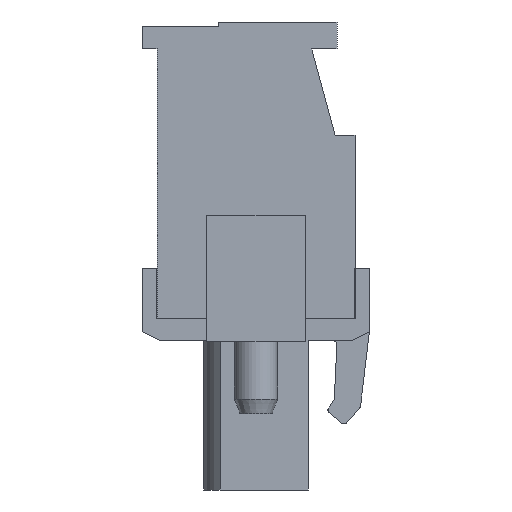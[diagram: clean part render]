
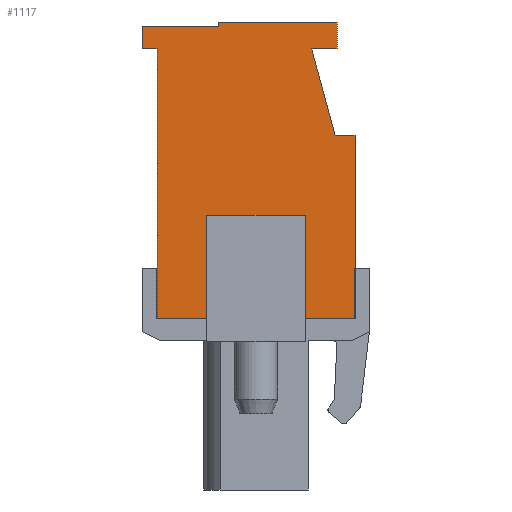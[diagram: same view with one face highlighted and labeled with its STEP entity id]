
A CAD part, left-side view. The second image highlights one B-rep face of the part: STEP entity #1117.
In plain terms, the highlighted planar face has unit normal (-1, 0, 0).
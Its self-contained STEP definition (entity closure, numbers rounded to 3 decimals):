
#1117 = ADVANCED_FACE( '', ( #2245 ), #2246, .T. );
#2245 = FACE_OUTER_BOUND( '', #3397, .T. );
#2246 = PLANE( '', #3398 );
#3397 = EDGE_LOOP( '', ( #6405, #6406, #6407, #6408, #6409, #6410, #6411, #6412, #6413, #6414, #6415, #6416, #6417, #6418, #6419, #6420 ) );
#3398 = AXIS2_PLACEMENT_3D( '', #6421, #6422, #6423 );
#6405 = ORIENTED_EDGE( '', *, *, #7519, .F. );
#6406 = ORIENTED_EDGE( '', *, *, #7656, .F. );
#6407 = ORIENTED_EDGE( '', *, *, #8222, .F. );
#6408 = ORIENTED_EDGE( '', *, *, #7397, .T. );
#6409 = ORIENTED_EDGE( '', *, *, #7861, .T. );
#6410 = ORIENTED_EDGE( '', *, *, #8286, .T. );
#6411 = ORIENTED_EDGE( '', *, *, #7649, .T. );
#6412 = ORIENTED_EDGE( '', *, *, #7339, .T. );
#6413 = ORIENTED_EDGE( '', *, *, #7491, .T. );
#6414 = ORIENTED_EDGE( '', *, *, #8287, .T. );
#6415 = ORIENTED_EDGE( '', *, *, #7740, .T. );
#6416 = ORIENTED_EDGE( '', *, *, #7352, .T. );
#6417 = ORIENTED_EDGE( '', *, *, #8100, .T. );
#6418 = ORIENTED_EDGE( '', *, *, #7959, .T. );
#6419 = ORIENTED_EDGE( '', *, *, #8288, .T. );
#6420 = ORIENTED_EDGE( '', *, *, #7399, .T. );
#6421 = CARTESIAN_POINT( '', ( -5.08, 0., 0. ) );
#6422 = DIRECTION( '', ( -1., 0., 0. ) );
#6423 = DIRECTION( '', ( 0., 0., 1. ) );
#7339 = EDGE_CURVE( '', #8917, #8918, #8919, .T. );
#7352 = EDGE_CURVE( '', #8939, #8940, #8941, .T. );
#7397 = EDGE_CURVE( '', #9019, #9017, #9020, .T. );
#7399 = EDGE_CURVE( '', #8993, #9021, #9023, .T. );
#7491 = EDGE_CURVE( '', #8918, #9175, #9176, .T. );
#7519 = EDGE_CURVE( '', #9219, #9021, #9220, .T. );
#7649 = EDGE_CURVE( '', #9430, #8917, #9431, .T. );
#7656 = EDGE_CURVE( '', #9439, #9219, #9440, .T. );
#7740 = EDGE_CURVE( '', #9567, #8939, #9568, .T. );
#7861 = EDGE_CURVE( '', #9017, #9746, #9748, .T. );
#7959 = EDGE_CURVE( '', #9888, #9889, #9890, .T. );
#8100 = EDGE_CURVE( '', #8940, #9888, #10069, .T. );
#8222 = EDGE_CURVE( '', #9019, #9439, #10214, .T. );
#8286 = EDGE_CURVE( '', #9746, #9430, #10283, .T. );
#8287 = EDGE_CURVE( '', #9175, #9567, #10284, .T. );
#8288 = EDGE_CURVE( '', #9889, #8993, #10285, .T. );
#8917 = VERTEX_POINT( '', #11137 );
#8918 = VERTEX_POINT( '', #11138 );
#8919 = LINE( '', #11139, #11140 );
#8939 = VERTEX_POINT( '', #11167 );
#8940 = VERTEX_POINT( '', #11168 );
#8941 = LINE( '', #11169, #11170 );
#8993 = VERTEX_POINT( '', #11240 );
#9017 = VERTEX_POINT( '', #11276 );
#9019 = VERTEX_POINT( '', #11279 );
#9020 = LINE( '', #11280, #11281 );
#9021 = VERTEX_POINT( '', #11282 );
#9023 = LINE( '', #11285, #11286 );
#9175 = VERTEX_POINT( '', #11501 );
#9176 = LINE( '', #11502, #11503 );
#9219 = VERTEX_POINT( '', #11563 );
#9220 = LINE( '', #11564, #11565 );
#9430 = VERTEX_POINT( '', #11869 );
#9431 = LINE( '', #11870, #11871 );
#9439 = VERTEX_POINT( '', #11883 );
#9440 = LINE( '', #11884, #11885 );
#9567 = VERTEX_POINT( '', #12063 );
#9568 = LINE( '', #12064, #12065 );
#9746 = VERTEX_POINT( '', #12336 );
#9748 = LINE( '', #12339, #12340 );
#9888 = VERTEX_POINT( '', #12549 );
#9889 = VERTEX_POINT( '', #12550 );
#9890 = LINE( '', #12551, #12552 );
#10069 = LINE( '', #12824, #12825 );
#10214 = LINE( '', #13034, #13035 );
#10283 = LINE( '', #13133, #13134 );
#10284 = LINE( '', #13135, #13136 );
#10285 = LINE( '', #13137, #13138 );
#11137 = CARTESIAN_POINT( '', ( -5.08, -3.1, 7.5 ) );
#11138 = CARTESIAN_POINT( '', ( -5.08, -4.5, 7.5 ) );
#11139 = CARTESIAN_POINT( '', ( -5.08, -3.1, 7.5 ) );
#11140 = VECTOR( '', #13563, 1000. );
#11167 = CARTESIAN_POINT( '', ( -5.08, 2.1, 8.75 ) );
#11168 = CARTESIAN_POINT( '', ( -5.08, 6.3, 8.75 ) );
#11169 = CARTESIAN_POINT( '', ( -5.08, 2.1, 8.75 ) );
#11170 = VECTOR( '', #13577, 1000. );
#11240 = CARTESIAN_POINT( '', ( -5.08, 5.5, -7.5 ) );
#11276 = CARTESIAN_POINT( '', ( -5.08, -5.5, -7.5 ) );
#11279 = CARTESIAN_POINT( '', ( -5.08, -2.75, -7.5 ) );
#11280 = CARTESIAN_POINT( '', ( -5.08, 5.5, -7.5 ) );
#11281 = VECTOR( '', #13627, 1000. );
#11282 = CARTESIAN_POINT( '', ( -5.08, 2.75, -7.5 ) );
#11285 = CARTESIAN_POINT( '', ( -5.08, 5.5, -7.5 ) );
#11286 = VECTOR( '', #13629, 1000. );
#11501 = CARTESIAN_POINT( '', ( -5.08, -4.5, 9. ) );
#11502 = CARTESIAN_POINT( '', ( -5.08, -4.5, 7.5 ) );
#11503 = VECTOR( '', #13720, 1000. );
#11563 = CARTESIAN_POINT( '', ( -5.08, 2.75, -1.75 ) );
#11564 = CARTESIAN_POINT( '', ( -5.08, 2.75, -1.75 ) );
#11565 = VECTOR( '', #13747, 1000. );
#11869 = CARTESIAN_POINT( '', ( -5.08, -4.4, 2.7 ) );
#11870 = CARTESIAN_POINT( '', ( -5.08, -4.4, 2.7 ) );
#11871 = VECTOR( '', #13872, 1000. );
#11883 = CARTESIAN_POINT( '', ( -5.08, -2.75, -1.75 ) );
#11884 = CARTESIAN_POINT( '', ( -5.08, -2.75, -1.75 ) );
#11885 = VECTOR( '', #13877, 1000. );
#12063 = CARTESIAN_POINT( '', ( -5.08, 2.1, 9. ) );
#12064 = CARTESIAN_POINT( '', ( -5.08, 2.1, 9. ) );
#12065 = VECTOR( '', #13980, 1000. );
#12336 = CARTESIAN_POINT( '', ( -5.08, -5.5, 2.7 ) );
#12339 = CARTESIAN_POINT( '', ( -5.08, -5.5, -7.5 ) );
#12340 = VECTOR( '', #14086, 1000. );
#12549 = CARTESIAN_POINT( '', ( -5.08, 6.3, 7.5 ) );
#12550 = CARTESIAN_POINT( '', ( -5.08, 5.5, 7.5 ) );
#12551 = CARTESIAN_POINT( '', ( -5.08, 6.3, 7.5 ) );
#12552 = VECTOR( '', #14177, 1000. );
#12824 = CARTESIAN_POINT( '', ( -5.08, 6.3, 8.75 ) );
#12825 = VECTOR( '', #14291, 1000. );
#13034 = CARTESIAN_POINT( '', ( -5.08, -2.75, -8.75 ) );
#13035 = VECTOR( '', #14410, 1000. );
#13133 = CARTESIAN_POINT( '', ( -5.08, -5.5, 2.7 ) );
#13134 = VECTOR( '', #14449, 1000. );
#13135 = CARTESIAN_POINT( '', ( -5.08, -4.5, 9. ) );
#13136 = VECTOR( '', #14450, 1000. );
#13137 = CARTESIAN_POINT( '', ( -5.08, 5.5, 7.5 ) );
#13138 = VECTOR( '', #14451, 1000. );
#13563 = DIRECTION( '', ( 0., -1., 0. ) );
#13577 = DIRECTION( '', ( 0., 1., 0. ) );
#13627 = DIRECTION( '', ( 0., -1., 0. ) );
#13629 = DIRECTION( '', ( 0., -1., 0. ) );
#13720 = DIRECTION( '', ( 0., 0., 1. ) );
#13747 = DIRECTION( '', ( 0., 0., -1. ) );
#13872 = DIRECTION( '', ( 0., 0.261, 0.965 ) );
#13877 = DIRECTION( '', ( 0., 1., 0. ) );
#13980 = DIRECTION( '', ( 0., 0., -1. ) );
#14086 = DIRECTION( '', ( 0., 0., 1. ) );
#14177 = DIRECTION( '', ( 0., -1., 0. ) );
#14291 = DIRECTION( '', ( 0., 0., -1. ) );
#14410 = DIRECTION( '', ( 0., 0., 1. ) );
#14449 = DIRECTION( '', ( 0., 1., 0. ) );
#14450 = DIRECTION( '', ( 0., 1., 0. ) );
#14451 = DIRECTION( '', ( 0., 0., -1. ) );
